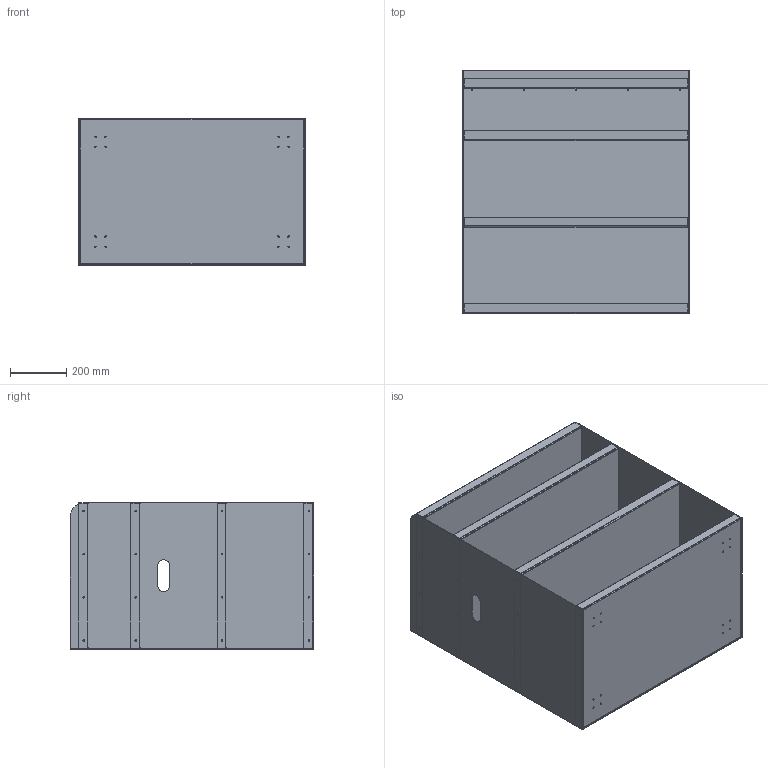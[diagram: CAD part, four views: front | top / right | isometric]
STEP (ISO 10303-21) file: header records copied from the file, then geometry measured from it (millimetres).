
FILE_DESCRIPTION (( 'STEP AP214' ), '1' );
FILE_NAME ('Assem1.STEP', '2024-07-22T16:34:44', ( '' ), ( '' ), 'SwSTEP 2.0', 'SolidWorks 2017', '' );
FILE_SCHEMA (( 'AUTOMOTIVE_DESIGN' ));
Length unit declared in the file: millimetre
Products named in the file (5): Charola_Charola 4; Charola_Charol 1-3; Placa Lateral; Assem1; Placa Trasera
Assembly tree (7 placements, depth 2):
  Assem1
    Charola_Charola 4
    Placa Lateral  x2
    Placa Trasera
    Charola_Charol 1-3  x3
Bounding box: 803.79 x 865 x 521.9 mm (x, y, z)
Volume: 6787610.7 mm3; surface area: 7198389.2 mm2
Topology: 7 solids, 7 shells, 558 faces, 1504 edges, 960 vertices
Faces by surface type: cylinder 320, plane 174, bspline 64
Entity records: 12548 total; most frequent: CARTESIAN_POINT 3382, ORIENTED_EDGE 1876, DIRECTION 1810, EDGE_CURVE 938, AXIS2_PLACEMENT_3D 696, VERTEX_POINT 604, EDGE_LOOP 500, VECTOR 418
